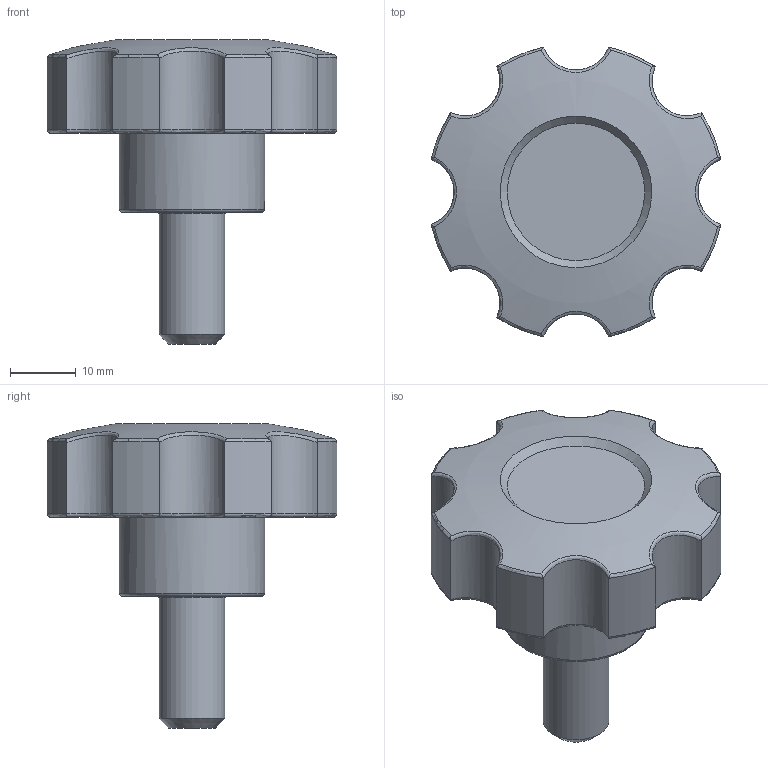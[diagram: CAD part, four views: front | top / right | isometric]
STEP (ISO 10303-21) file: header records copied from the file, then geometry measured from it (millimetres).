
FILE_DESCRIPTION( ( 'Unknown' ), '1' );
FILE_NAME( '6302140_VPA45_M10x20.stp', 'Unknown', ( 'Unknown' ), ( 'Unknown' ), 'PSStep 11.0', 'Unknown', ' ' );
FILE_SCHEMA( ( 'AUTOMOTIVE_DESIGN { 1 0 10303 214 1 1 1 1 }' ) );
Length unit declared in the file: millimetre
Products named in the file (1): 6302140
Bounding box: 43.91 x 43.91 x 46.18 mm (x, y, z)
Volume: 20664.2 mm3; surface area: 7796.5 mm2
Topology: 1 solids, 2 shells, 84 faces, 218 edges, 139 vertices
Faces by surface type: torus 31, cylinder 19, plane 17, cone 8, bspline 8, sphere 1
Full cylindrical faces by diameter (mm): 10 x2, 22 x1
Entity records: 7586 total; most frequent: CARTESIAN_POINT 5061, ORIENTED_EDGE 402, DIRECTION 348, EDGE_CURVE 201, AXIS2_PLACEMENT_3D 158, VERTEX_POINT 133, EDGE_LOOP 98, FACE_OUTER_BOUND 91
